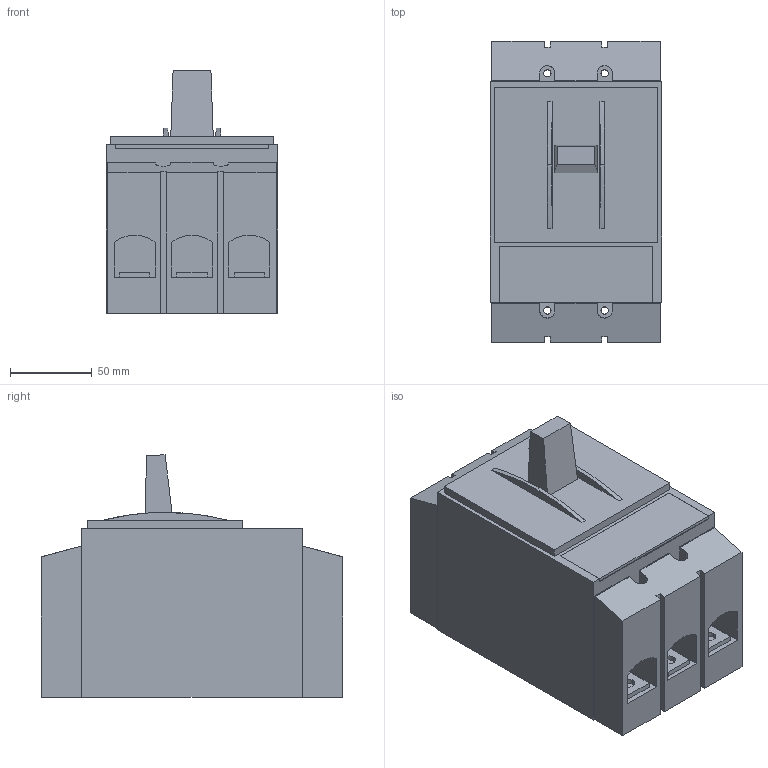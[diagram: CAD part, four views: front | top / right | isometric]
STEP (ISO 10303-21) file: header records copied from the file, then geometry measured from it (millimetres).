
FILE_DESCRIPTION (( 'STEP AP214' ), '1' );
FILE_NAME ('nzm2_3p.STEP', '2011-03-04T14:01:39', ( 'mvlk' ), ( '' ), 'SwSTEP 2.0', 'SolidWorks 2010', '' );
FILE_SCHEMA (( 'AUTOMOTIVE_DESIGN' ));
Length unit declared in the file: millimetre
Products named in the file (4): nzm2_3p_p1; nzm2_3p_p2; nzm2_3p_p3; nzm2_3p
Assembly tree (4 placements, depth 2):
  nzm2_3p
    nzm2_3p_p2  x2
    nzm2_3p_p1
    nzm2_3p_p3
Bounding box: 105 x 184 x 148.23 mm (x, y, z)
Volume: 1875673 mm3; surface area: 160310.2 mm2
Topology: 4 solids, 4 shells, 166 faces, 445 edges, 296 vertices
Faces by surface type: plane 126, cylinder 40
Entity records: 3919 total; most frequent: CARTESIAN_POINT 690, ORIENTED_EDGE 638, DIRECTION 613, EDGE_CURVE 319, VECTOR 263, LINE 263, VERTEX_POINT 212, AXIS2_PLACEMENT_3D 175
